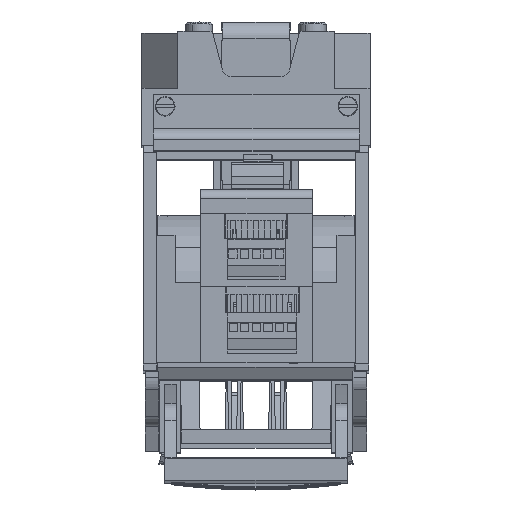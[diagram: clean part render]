
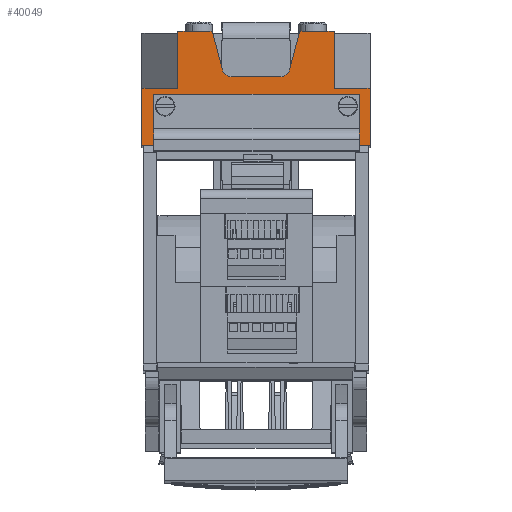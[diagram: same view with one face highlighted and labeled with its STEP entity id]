
A CAD part, top view. The second image highlights one B-rep face of the part: STEP entity #40049.
In plain terms, the highlighted planar face has unit normal (0, 0, 1).
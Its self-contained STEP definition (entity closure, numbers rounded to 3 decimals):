
#36821=AXIS2_PLACEMENT_3D('Circle Axis2P3D',#36819,#36820,$) ;
#36883=AXIS2_PLACEMENT_3D('Circle Axis2P3D',#36881,#36882,$) ;
#40013=AXIS2_PLACEMENT_3D('Plane Axis2P3D',#40010,#40011,#40012) ;
#36674=CARTESIAN_POINT('Vertex',(34.264,-4.,277.5)) ;
#36677=CARTESIAN_POINT('Line Origine',(34.264,-16.5,277.5)) ;
#36681=CARTESIAN_POINT('Vertex',(34.264,-29.,277.5)) ;
#36705=CARTESIAN_POINT('Vertex',(50.,-29.,277.5)) ;
#36708=CARTESIAN_POINT('Line Origine',(42.132,-29.,277.5)) ;
#36725=CARTESIAN_POINT('Line Origine',(-34.264,-16.5,277.5)) ;
#36729=CARTESIAN_POINT('Vertex',(-34.264,-4.,277.5)) ;
#36731=CARTESIAN_POINT('Vertex',(-34.264,-29.,277.5)) ;
#36765=CARTESIAN_POINT('Line Origine',(-16.811,-13.103,277.5)) ;
#36769=CARTESIAN_POINT('Vertex',(-14.685,-21.035,277.5)) ;
#36771=CARTESIAN_POINT('Vertex',(-18.936,-5.171,277.5)) ;
#36811=CARTESIAN_POINT('Vertex',(-10.822,-24.,277.5)) ;
#36819=CARTESIAN_POINT('Axis2P3D Location',(-10.822,-20.,277.5)) ;
#36842=CARTESIAN_POINT('Vertex',(10.822,-24.,277.5)) ;
#36850=CARTESIAN_POINT('Line Origine',(0.,-24.,277.5)) ;
#36873=CARTESIAN_POINT('Vertex',(14.685,-21.035,277.5)) ;
#36881=CARTESIAN_POINT('Axis2P3D Location',(10.822,-20.,277.5)) ;
#36905=CARTESIAN_POINT('Line Origine',(16.811,-13.103,277.5)) ;
#36909=CARTESIAN_POINT('Vertex',(18.936,-5.171,277.5)) ;
#36959=CARTESIAN_POINT('Line Origine',(-42.132,-29.,277.5)) ;
#36963=CARTESIAN_POINT('Vertex',(-50.,-29.,277.5)) ;
#37136=CARTESIAN_POINT('Line Origine',(-30.882,-4.,277.5)) ;
#37140=CARTESIAN_POINT('Vertex',(-27.5,-4.,277.5)) ;
#37143=CARTESIAN_POINT('Line Origine',(-23.375,-4.,277.5)) ;
#37147=CARTESIAN_POINT('Vertex',(-19.25,-4.,277.5)) ;
#37150=CARTESIAN_POINT('Line Origine',(-19.093,-4.,277.5)) ;
#37154=CARTESIAN_POINT('Vertex',(-18.936,-4.,277.5)) ;
#37175=CARTESIAN_POINT('Vertex',(18.936,-4.,277.5)) ;
#37178=CARTESIAN_POINT('Line Origine',(19.093,-4.,277.5)) ;
#37182=CARTESIAN_POINT('Vertex',(19.25,-4.,277.5)) ;
#37185=CARTESIAN_POINT('Line Origine',(23.375,-4.,277.5)) ;
#37189=CARTESIAN_POINT('Vertex',(27.5,-4.,277.5)) ;
#37192=CARTESIAN_POINT('Line Origine',(30.882,-4.,277.5)) ;
#38258=CARTESIAN_POINT('Line Origine',(-18.936,-4.585,277.5)) ;
#38313=CARTESIAN_POINT('Line Origine',(18.936,-4.585,277.5)) ;
#39985=CARTESIAN_POINT('Line Origine',(50.,-29.,277.5)) ;
#39989=CARTESIAN_POINT('Vertex',(50.,-54.,277.5)) ;
#40010=CARTESIAN_POINT('Axis2P3D Location',(0.,-4.,277.5)) ;
#40015=CARTESIAN_POINT('Line Origine',(-50.,-41.5,277.5)) ;
#40019=CARTESIAN_POINT('Vertex',(-50.,-54.,277.5)) ;
#40022=CARTESIAN_POINT('Line Origine',(0.,-54.,277.5)) ;
#36678=DIRECTION('Vector Direction',(0.,-1.,0.)) ;
#36709=DIRECTION('Vector Direction',(-1.,0.,0.)) ;
#36726=DIRECTION('Vector Direction',(0.,-1.,0.)) ;
#36766=DIRECTION('Vector Direction',(-0.259,0.966,0.)) ;
#36820=DIRECTION('Axis2P3D Direction',(0.,0.,1.)) ;
#36851=DIRECTION('Vector Direction',(-1.,0.,0.)) ;
#36882=DIRECTION('Axis2P3D Direction',(0.,0.,1.)) ;
#36906=DIRECTION('Vector Direction',(-0.259,-0.966,0.)) ;
#36960=DIRECTION('Vector Direction',(-1.,0.,0.)) ;
#37137=DIRECTION('Vector Direction',(1.,0.,0.)) ;
#37144=DIRECTION('Vector Direction',(1.,0.,0.)) ;
#37151=DIRECTION('Vector Direction',(1.,0.,0.)) ;
#37179=DIRECTION('Vector Direction',(1.,0.,0.)) ;
#37186=DIRECTION('Vector Direction',(1.,0.,0.)) ;
#37193=DIRECTION('Vector Direction',(1.,0.,0.)) ;
#38259=DIRECTION('Vector Direction',(0.,-1.,0.)) ;
#38314=DIRECTION('Vector Direction',(0.,-1.,0.)) ;
#39986=DIRECTION('Vector Direction',(0.,-1.,0.)) ;
#40011=DIRECTION('Axis2P3D Direction',(-0.,0.,1.)) ;
#40012=DIRECTION('Axis2P3D XDirection',(0.,-1.,0.)) ;
#40016=DIRECTION('Vector Direction',(0.,-1.,0.)) ;
#40023=DIRECTION('Vector Direction',(1.,0.,0.)) ;
#36679=VECTOR('Line Direction',#36678,1.) ;
#36710=VECTOR('Line Direction',#36709,1.) ;
#36727=VECTOR('Line Direction',#36726,1.) ;
#36767=VECTOR('Line Direction',#36766,1.) ;
#36852=VECTOR('Line Direction',#36851,1.) ;
#36907=VECTOR('Line Direction',#36906,1.) ;
#36961=VECTOR('Line Direction',#36960,1.) ;
#37138=VECTOR('Line Direction',#37137,1.) ;
#37145=VECTOR('Line Direction',#37144,1.) ;
#37152=VECTOR('Line Direction',#37151,1.) ;
#37180=VECTOR('Line Direction',#37179,1.) ;
#37187=VECTOR('Line Direction',#37186,1.) ;
#37194=VECTOR('Line Direction',#37193,1.) ;
#38260=VECTOR('Line Direction',#38259,1.) ;
#38315=VECTOR('Line Direction',#38314,1.) ;
#39987=VECTOR('Line Direction',#39986,1.) ;
#40017=VECTOR('Line Direction',#40016,1.) ;
#40024=VECTOR('Line Direction',#40023,1.) ;
#40028=ORIENTED_EDGE('',*,*,#36911,.T.) ;
#40029=ORIENTED_EDGE('',*,*,#36885,.T.) ;
#40030=ORIENTED_EDGE('',*,*,#36854,.T.) ;
#40031=ORIENTED_EDGE('',*,*,#36823,.T.) ;
#40032=ORIENTED_EDGE('',*,*,#36773,.T.) ;
#40033=ORIENTED_EDGE('',*,*,#38262,.F.) ;
#40034=ORIENTED_EDGE('',*,*,#37156,.F.) ;
#40035=ORIENTED_EDGE('',*,*,#37149,.T.) ;
#40036=ORIENTED_EDGE('',*,*,#37142,.F.) ;
#40037=ORIENTED_EDGE('',*,*,#36733,.T.) ;
#40038=ORIENTED_EDGE('',*,*,#36965,.T.) ;
#40039=ORIENTED_EDGE('',*,*,#40021,.T.) ;
#40040=ORIENTED_EDGE('',*,*,#40026,.T.) ;
#40041=ORIENTED_EDGE('',*,*,#39991,.T.) ;
#40042=ORIENTED_EDGE('',*,*,#36712,.T.) ;
#40043=ORIENTED_EDGE('',*,*,#36683,.F.) ;
#40044=ORIENTED_EDGE('',*,*,#37196,.F.) ;
#40045=ORIENTED_EDGE('',*,*,#37191,.T.) ;
#40046=ORIENTED_EDGE('',*,*,#37184,.F.) ;
#40047=ORIENTED_EDGE('',*,*,#38317,.T.) ;
#40049=ADVANCED_FACE('804190_L01_NH-Leistenunterteil Gr.2  L/SL2/3A',(#40048),#40014,.T.) ;
#36822=CIRCLE('generated circle',#36821,4.) ;
#36884=CIRCLE('generated circle',#36883,4.) ;
#36683=EDGE_CURVE('',#36675,#36682,#36680,.T.) ;
#36712=EDGE_CURVE('',#36706,#36682,#36711,.T.) ;
#36733=EDGE_CURVE('',#36730,#36732,#36728,.T.) ;
#36773=EDGE_CURVE('',#36770,#36772,#36768,.T.) ;
#36823=EDGE_CURVE('',#36812,#36770,#36822,.F.) ;
#36854=EDGE_CURVE('',#36843,#36812,#36853,.T.) ;
#36885=EDGE_CURVE('',#36874,#36843,#36884,.F.) ;
#36911=EDGE_CURVE('',#36910,#36874,#36908,.T.) ;
#36965=EDGE_CURVE('',#36732,#36964,#36962,.T.) ;
#37142=EDGE_CURVE('',#36730,#37141,#37139,.T.) ;
#37149=EDGE_CURVE('',#37148,#37141,#37146,.F.) ;
#37156=EDGE_CURVE('',#37148,#37155,#37153,.T.) ;
#37184=EDGE_CURVE('',#37176,#37183,#37181,.T.) ;
#37191=EDGE_CURVE('',#37190,#37183,#37188,.F.) ;
#37196=EDGE_CURVE('',#37190,#36675,#37195,.T.) ;
#38262=EDGE_CURVE('',#37155,#36772,#38261,.T.) ;
#38317=EDGE_CURVE('',#37176,#36910,#38316,.T.) ;
#39991=EDGE_CURVE('',#39990,#36706,#39988,.F.) ;
#40021=EDGE_CURVE('',#36964,#40020,#40018,.T.) ;
#40026=EDGE_CURVE('',#40020,#39990,#40025,.T.) ;
#40027=EDGE_LOOP('',(#40028,#40029,#40030,#40031,#40032,#40033,#40034,#40035,#40036,#40037,#40038,#40039,#40040,#40041,#40042,#40043,#40044,#40045,#40046,#40047)) ;
#40048=FACE_OUTER_BOUND('',#40027,.T.) ;
#36680=LINE('Line',#36677,#36679) ;
#36711=LINE('Line',#36708,#36710) ;
#36728=LINE('Line',#36725,#36727) ;
#36768=LINE('Line',#36765,#36767) ;
#36853=LINE('Line',#36850,#36852) ;
#36908=LINE('Line',#36905,#36907) ;
#36962=LINE('Line',#36959,#36961) ;
#37139=LINE('Line',#37136,#37138) ;
#37146=LINE('Line',#37143,#37145) ;
#37153=LINE('Line',#37150,#37152) ;
#37181=LINE('Line',#37178,#37180) ;
#37188=LINE('Line',#37185,#37187) ;
#37195=LINE('Line',#37192,#37194) ;
#38261=LINE('Line',#38258,#38260) ;
#38316=LINE('Line',#38313,#38315) ;
#39988=LINE('Line',#39985,#39987) ;
#40018=LINE('Line',#40015,#40017) ;
#40025=LINE('Line',#40022,#40024) ;
#40014=PLANE('Plane',#40013) ;
#36675=VERTEX_POINT('',#36674) ;
#36682=VERTEX_POINT('',#36681) ;
#36706=VERTEX_POINT('',#36705) ;
#36730=VERTEX_POINT('',#36729) ;
#36732=VERTEX_POINT('',#36731) ;
#36770=VERTEX_POINT('',#36769) ;
#36772=VERTEX_POINT('',#36771) ;
#36812=VERTEX_POINT('',#36811) ;
#36843=VERTEX_POINT('',#36842) ;
#36874=VERTEX_POINT('',#36873) ;
#36910=VERTEX_POINT('',#36909) ;
#36964=VERTEX_POINT('',#36963) ;
#37141=VERTEX_POINT('',#37140) ;
#37148=VERTEX_POINT('',#37147) ;
#37155=VERTEX_POINT('',#37154) ;
#37176=VERTEX_POINT('',#37175) ;
#37183=VERTEX_POINT('',#37182) ;
#37190=VERTEX_POINT('',#37189) ;
#39990=VERTEX_POINT('',#39989) ;
#40020=VERTEX_POINT('',#40019) ;
